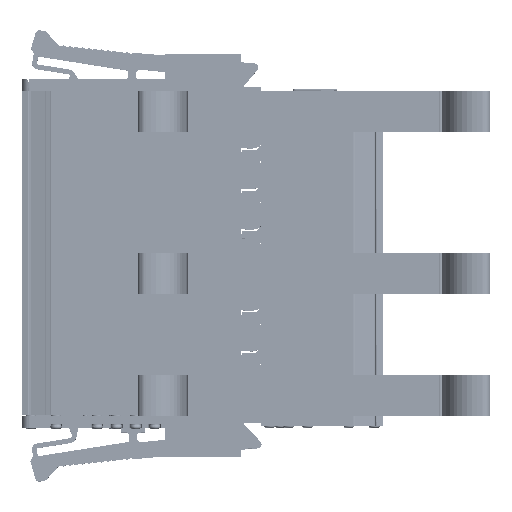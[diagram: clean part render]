
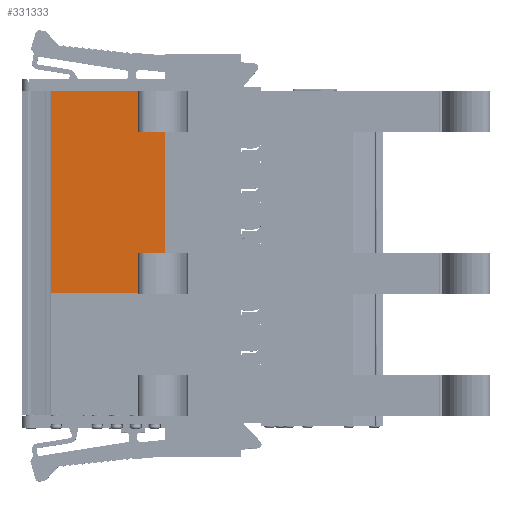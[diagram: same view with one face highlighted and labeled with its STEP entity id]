
A CAD part, top view. The second image highlights one B-rep face of the part: STEP entity #331333.
In plain terms, the highlighted planar face has unit normal (0, 0, 1).
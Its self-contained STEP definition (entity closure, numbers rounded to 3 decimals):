
#9881=LINE('',#412390,#34159);
#9939=LINE('',#412543,#34217);
#32619=LINE('',#531570,#56897);
#32620=LINE('',#531572,#56898);
#34159=VECTOR('',#351510,1000.);
#34217=VECTOR('',#351606,1000.);
#56897=VECTOR('',#403364,1000.);
#56898=VECTOR('',#403367,1000.);
#121001=ORIENTED_EDGE('',*,*,#158871,.T.);
#121002=ORIENTED_EDGE('',*,*,#127563,.F.);
#121003=ORIENTED_EDGE('',*,*,#158870,.T.);
#121004=ORIENTED_EDGE('',*,*,#127490,.T.);
#127490=EDGE_CURVE('',#161883,#161882,#9881,.T.);
#127563=EDGE_CURVE('',#161953,#161954,#9939,.T.);
#158870=EDGE_CURVE('',#161953,#161883,#32619,.T.);
#158871=EDGE_CURVE('',#161882,#161954,#32620,.T.);
#161882=VERTEX_POINT('',#412389);
#161883=VERTEX_POINT('',#412391);
#161953=VERTEX_POINT('',#412542);
#161954=VERTEX_POINT('',#412544);
#202840=EDGE_LOOP('',(#121001,#121002,#121003,#121004));
#218072=FACE_BOUND('',#202840,.T.);
#227905=PLANE('',#348045);
#331333=ADVANCED_FACE('',(#218072),#227905,.T.);
#348045=AXIS2_PLACEMENT_3D('',#531571,#403365,#403366);
#351510=DIRECTION('',(-1.,0.,0.));
#351606=DIRECTION('',(-1.,0.,0.));
#403364=DIRECTION('',(0.,1.,0.));
#403365=DIRECTION('',(0.,0.,1.));
#403366=DIRECTION('',(1.,0.,0.));
#403367=DIRECTION('',(0.,-1.,0.));
#412389=CARTESIAN_POINT('',(-9.39,40.64,0.));
#412390=CARTESIAN_POINT('',(13.075,40.64,0.));
#412391=CARTESIAN_POINT('',(4.775,40.64,0.));
#412542=CARTESIAN_POINT('',(4.775,15.28,0.));
#412543=CARTESIAN_POINT('',(13.075,15.28,0.));
#412544=CARTESIAN_POINT('',(-9.39,15.28,0.));
#531570=CARTESIAN_POINT('',(4.775,20.36,0.));
#531571=CARTESIAN_POINT('',(13.075,20.36,0.));
#531572=CARTESIAN_POINT('',(-9.39,20.36,0.));
